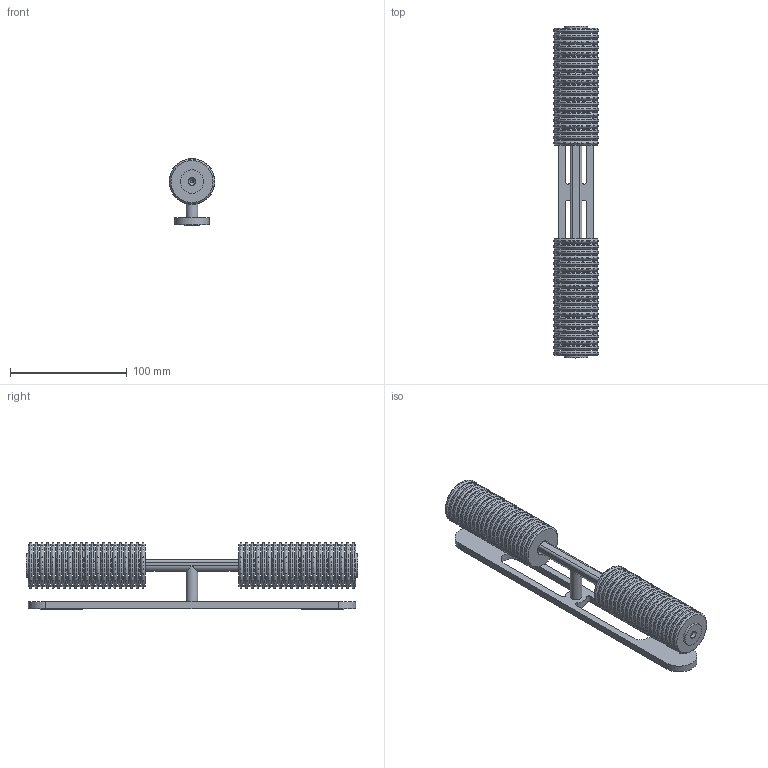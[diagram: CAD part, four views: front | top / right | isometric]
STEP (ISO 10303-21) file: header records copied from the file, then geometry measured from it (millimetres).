
FILE_DESCRIPTION(/* description */ (''),/* implementation_level */ '2;1');
FILE_NAME(/* name */ 'Ping Pong Scorer.step',/* time_stamp */ '2024-08-28T19:43:56-07:00',/* author */ (''),/* organization */ (''),/* preprocessor_version */ 'ST-DEVELOPER v20',/* originating_system */ 'Autodesk Translation Framework v13.14.0.145',/* authorisation */ '');
FILE_SCHEMA (('AUTOMOTIVE_DESIGN { 1 0 10303 214 3 1 1 }'));
Length unit declared in the file: millimetre
Products named in the file (3): (Unsaved); Holder; Magnet
Assembly tree (3 placements, depth 2):
  (Unsaved)
    Magnet  x2
    Holder
Bounding box: 39.16 x 284 x 57.08 mm (x, y, z)
Volume: 227070.1 mm3; surface area: 139923.9 mm2
Topology: 48 solids, 48 shells, 319 faces, 656 edges, 435 vertices
Faces by surface type: plane 124, cone 90, cylinder 63, torus 42
Full cylindrical faces by diameter (mm): 2.5 x4, 10 x1, 13 x42, 20 x2
Entity records: 8737 total; most frequent: DIRECTION 1703, CARTESIAN_POINT 1387, ORIENTED_EDGE 1282, AXIS2_PLACEMENT_3D 743, EDGE_CURVE 641, VERTEX_POINT 427, CIRCLE 422, EDGE_LOOP 412
